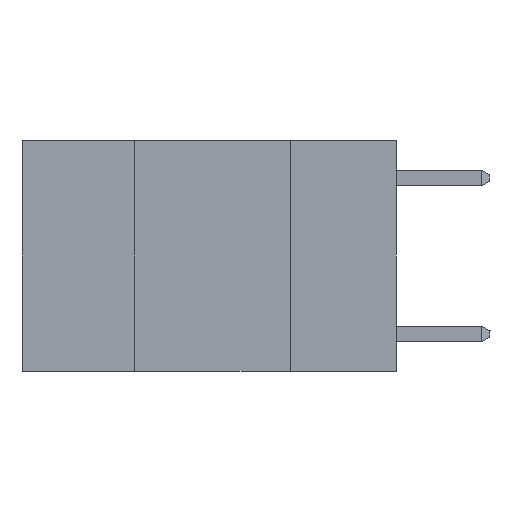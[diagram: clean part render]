
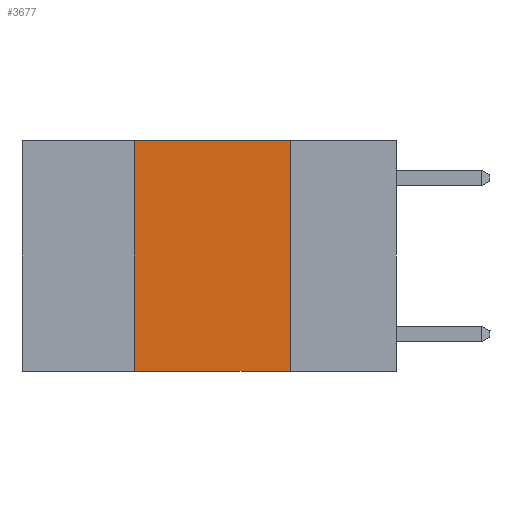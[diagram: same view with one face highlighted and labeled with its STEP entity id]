
A CAD part, left-side view. The second image highlights one B-rep face of the part: STEP entity #3677.
In plain terms, the highlighted planar face has unit normal (-1, 0, 0).
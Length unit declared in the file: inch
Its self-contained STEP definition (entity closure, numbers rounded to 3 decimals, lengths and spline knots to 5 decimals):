
#159 = EDGE_CURVE ( 'NONE', #3387, #5752, #5943, .T. ) ;
#570 = EDGE_CURVE ( 'NONE', #19738, #11086, #4212, .T. ) ;
#1437 = LINE ( 'NONE', #18667, #11954 ) ;
#3008 = CARTESIAN_POINT ( 'NONE',  ( 0., 0.17, 0. ) ) ;
#3121 = FACE_OUTER_BOUND ( 'NONE', #21847, .T. ) ;
#3387 = VERTEX_POINT ( 'NONE', #13352 ) ;
#3677 = ADVANCED_FACE ( 'NONE', ( #3121 ), #20182, .F. ) ;
#4161 = VECTOR ( 'NONE', #24980, 39.37008 ) ;
#4212 = LINE ( 'NONE', #24270, #4161 ) ;
#5693 = ORIENTED_EDGE ( 'NONE', *, *, #159, .T. ) ;
#5752 = VERTEX_POINT ( 'NONE', #13969 ) ;
#5928 = VECTOR ( 'NONE', #21374, 39.37008 ) ;
#5943 = LINE ( 'NONE', #22781, #5928 ) ;
#7009 = ORIENTED_EDGE ( 'NONE', *, *, #17380, .F. ) ;
#7846 = DIRECTION ( 'NONE',  ( 1., 0., 0. ) ) ;
#8767 = ORIENTED_EDGE ( 'NONE', *, *, #570, .F. ) ;
#9805 = VECTOR ( 'NONE', #13711, 39.37008 ) ;
#10527 = ORIENTED_EDGE ( 'NONE', *, *, #13741, .F. ) ;
#11086 = VERTEX_POINT ( 'NONE', #3008 ) ;
#11954 = VECTOR ( 'NONE', #20734, 39.37008 ) ;
#13352 = CARTESIAN_POINT ( 'NONE',  ( 0., 0.42, -0.37 ) ) ;
#13711 = DIRECTION ( 'NONE',  ( 0., 0., 1. ) ) ;
#13741 = EDGE_CURVE ( 'NONE', #11086, #5752, #1437, .T. ) ;
#13969 = CARTESIAN_POINT ( 'NONE',  ( 0., 0.17, -0.37 ) ) ;
#15284 = LINE ( 'NONE', #19831, #9805 ) ;
#15469 = AXIS2_PLACEMENT_3D ( 'NONE', #25972, #7846, #22221 ) ;
#17014 = CARTESIAN_POINT ( 'NONE',  ( 0., 0.42, 0. ) ) ;
#17380 = EDGE_CURVE ( 'NONE', #3387, #19738, #15284, .T. ) ;
#18667 = CARTESIAN_POINT ( 'NONE',  ( 0., 0.17, 0. ) ) ;
#19738 = VERTEX_POINT ( 'NONE', #17014 ) ;
#19831 = CARTESIAN_POINT ( 'NONE',  ( 0., 0.42, 0. ) ) ;
#20182 = PLANE ( 'NONE',  #15469 ) ;
#20734 = DIRECTION ( 'NONE',  ( 0., 0., -1. ) ) ;
#21374 = DIRECTION ( 'NONE',  ( 0., -1., 0. ) ) ;
#21847 = EDGE_LOOP ( 'NONE', ( #10527, #8767, #7009, #5693 ) ) ;
#22221 = DIRECTION ( 'NONE',  ( 0., 0., -1. ) ) ;
#22781 = CARTESIAN_POINT ( 'NONE',  ( 0., 0.6, -0.37 ) ) ;
#24270 = CARTESIAN_POINT ( 'NONE',  ( 0., 0.6, 0. ) ) ;
#24980 = DIRECTION ( 'NONE',  ( 0., -1., 0. ) ) ;
#25972 = CARTESIAN_POINT ( 'NONE',  ( 0., 0.6, 0. ) ) ;
